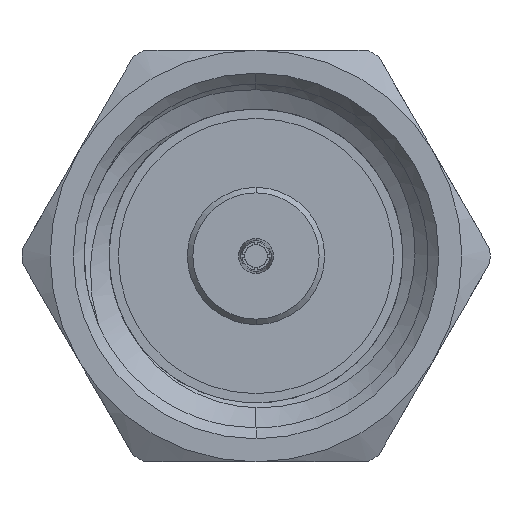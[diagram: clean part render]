
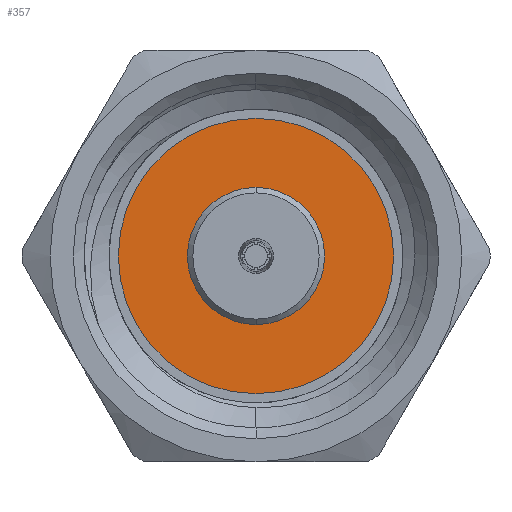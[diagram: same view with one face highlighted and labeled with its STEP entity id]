
A CAD part, left-side view. The second image highlights one B-rep face of the part: STEP entity #357.
In plain terms, the highlighted planar face has unit normal (-1, 0, 0).
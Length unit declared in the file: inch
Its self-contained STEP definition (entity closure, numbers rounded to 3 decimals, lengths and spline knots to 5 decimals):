
#16 = EDGE_LOOP ( 'NONE', ( #3777, #3109 ) ) ;
#174 = ORIENTED_EDGE ( 'NONE', *, *, #2953, .F. ) ;
#256 = AXIS2_PLACEMENT_3D ( 'NONE', #2683, #2312, #1304 ) ;
#357 = ADVANCED_FACE ( 'NONE', ( #4265, #5216 ), #1738, .F. ) ;
#506 = CARTESIAN_POINT ( 'NONE',  ( 0.21431, 0., 0. ) ) ;
#511 = CARTESIAN_POINT ( 'NONE',  ( 0.21431, 0., 0. ) ) ;
#851 = CARTESIAN_POINT ( 'NONE',  ( 0.21431, 0., -0.0625 ) ) ;
#881 = CARTESIAN_POINT ( 'NONE',  ( 0.21431, 0., -0.12538 ) ) ;
#935 = CARTESIAN_POINT ( 'NONE',  ( 0.21431, 0., 0. ) ) ;
#954 = DIRECTION ( 'NONE',  ( 0., 0., 1. ) ) ;
#1137 = AXIS2_PLACEMENT_3D ( 'NONE', #506, #5096, #5122 ) ;
#1292 = CIRCLE ( 'NONE', #1137, 0.0625 ) ;
#1304 = DIRECTION ( 'NONE',  ( 0., 0., -1. ) ) ;
#1519 = DIRECTION ( 'NONE',  ( 0., 0., 1. ) ) ;
#1738 = PLANE ( 'NONE',  #256 ) ;
#1891 = DIRECTION ( 'NONE',  ( -1., 0., 0. ) ) ;
#2204 = AXIS2_PLACEMENT_3D ( 'NONE', #511, #3073, #1519 ) ;
#2276 = CARTESIAN_POINT ( 'NONE',  ( 0.21431, 0., 0.12538 ) ) ;
#2312 = DIRECTION ( 'NONE',  ( 1., 0., 0. ) ) ;
#2408 = AXIS2_PLACEMENT_3D ( 'NONE', #935, #2438, #954 ) ;
#2438 = DIRECTION ( 'NONE',  ( -1., 0., 0. ) ) ;
#2562 = CARTESIAN_POINT ( 'NONE',  ( 0.21431, 0., 0.0625 ) ) ;
#2683 = CARTESIAN_POINT ( 'NONE',  ( 0.21431, 0.12538, 0. ) ) ;
#2948 = CARTESIAN_POINT ( 'NONE',  ( 0.21431, 0., 0. ) ) ;
#2953 = EDGE_CURVE ( 'NONE', #5778, #4879, #1292, .T. ) ;
#3073 = DIRECTION ( 'NONE',  ( -1., 0., 0. ) ) ;
#3109 = ORIENTED_EDGE ( 'NONE', *, *, #5390, .T. ) ;
#3133 = CIRCLE ( 'NONE', #2204, 0.0625 ) ;
#3142 = AXIS2_PLACEMENT_3D ( 'NONE', #2948, #1891, #3423 ) ;
#3294 = CIRCLE ( 'NONE', #2408, 0.12538 ) ;
#3423 = DIRECTION ( 'NONE',  ( 0., 0., 1. ) ) ;
#3638 = VERTEX_POINT ( 'NONE', #2276 ) ;
#3777 = ORIENTED_EDGE ( 'NONE', *, *, #3832, .T. ) ;
#3832 = EDGE_CURVE ( 'NONE', #3638, #5589, #4783, .T. ) ;
#4265 = FACE_BOUND ( 'NONE', #4548, .T. ) ;
#4548 = EDGE_LOOP ( 'NONE', ( #174, #5747 ) ) ;
#4605 = EDGE_CURVE ( 'NONE', #4879, #5778, #3133, .T. ) ;
#4783 = CIRCLE ( 'NONE', #3142, 0.12538 ) ;
#4879 = VERTEX_POINT ( 'NONE', #851 ) ;
#5096 = DIRECTION ( 'NONE',  ( -1., 0., 0. ) ) ;
#5122 = DIRECTION ( 'NONE',  ( 0., 0., 1. ) ) ;
#5216 = FACE_OUTER_BOUND ( 'NONE', #16, .T. ) ;
#5390 = EDGE_CURVE ( 'NONE', #5589, #3638, #3294, .T. ) ;
#5589 = VERTEX_POINT ( 'NONE', #881 ) ;
#5747 = ORIENTED_EDGE ( 'NONE', *, *, #4605, .F. ) ;
#5778 = VERTEX_POINT ( 'NONE', #2562 ) ;
